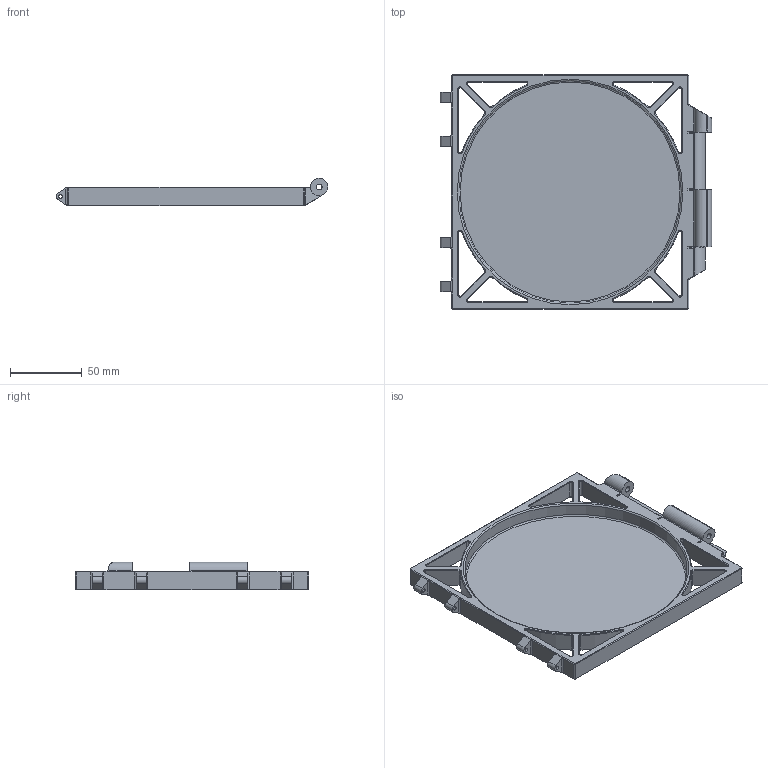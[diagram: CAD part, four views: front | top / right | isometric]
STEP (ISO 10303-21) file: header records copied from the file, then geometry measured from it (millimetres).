
FILE_DESCRIPTION(/* description */ (''),/* implementation_level */ '2;1');
FILE_NAME(/* name */ 'B_bas_155mm_v2.step',/* time_stamp */ '2025-03-29T16:44:48+01:00',/* author */ (''),/* organization */ (''),/* preprocessor_version */ 'ST-DEVELOPER v20.1',/* originating_system */ 'Autodesk Translation Framework v14.4.0.0',/* authorisation */ '');
FILE_SCHEMA (('AUTOMOTIVE_DESIGN { 1 0 10303 214 3 1 1 }'));
Length unit declared in the file: millimetre
Products named in the file (1): B_bas
Bounding box: 188.88 x 162.84 x 19.05 mm (x, y, z)
Volume: 133936.8 mm3; surface area: 75328 mm2
Topology: 1 solids, 1 shells, 216 faces, 539 edges, 326 vertices
Faces by surface type: plane 105, cylinder 63, cone 38, bspline 8, torus 2
Full cylindrical faces by diameter (mm): 2.5 x4, 4.15 x2, 155 x1
Entity records: 7753 total; most frequent: CARTESIAN_POINT 2471, DIRECTION 1113, ORIENTED_EDGE 1078, EDGE_CURVE 539, AXIS2_PLACEMENT_3D 385, LINE 343, VECTOR 343, VERTEX_POINT 326
